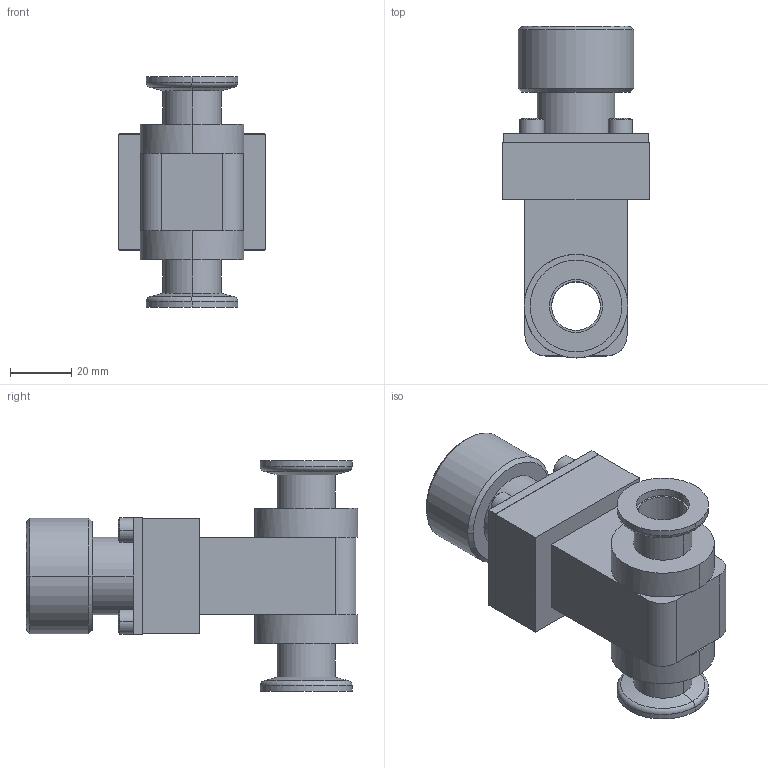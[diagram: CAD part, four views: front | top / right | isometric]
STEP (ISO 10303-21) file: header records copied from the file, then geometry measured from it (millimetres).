
FILE_DESCRIPTION((''),'2;1');
FILE_NAME('11110-0063','2011-04-11T',('matt'),(''),'PRO/ENGINEER BY PARAMETRIC TECHNOLOGY CORPORATION, 2010280','PRO/ENGINEER BY PARAMETRIC TECHNOLOGY CORPORATION, 2010280','');
FILE_SCHEMA(('CONFIG_CONTROL_DESIGN'));
Length unit declared in the file: inch
Products named in the file (1): 11110-0063
Bounding box: 47.75 x 108.38 x 75.21 mm (x, y, z)
Volume: 127238.8 mm3; surface area: 27368.1 mm2
Topology: 1 solids, 1 shells, 121 faces, 272 edges, 168 vertices
Faces by surface type: plane 69, cylinder 32, cone 16, torus 4
Entity records: 3386 total; most frequent: DIRECTION 610, CARTESIAN_POINT 561, ORIENTED_EDGE 544, EDGE_CURVE 272, AXIS2_PLACEMENT_3D 217, VECTOR 176, LINE 176, VERTEX_POINT 168
